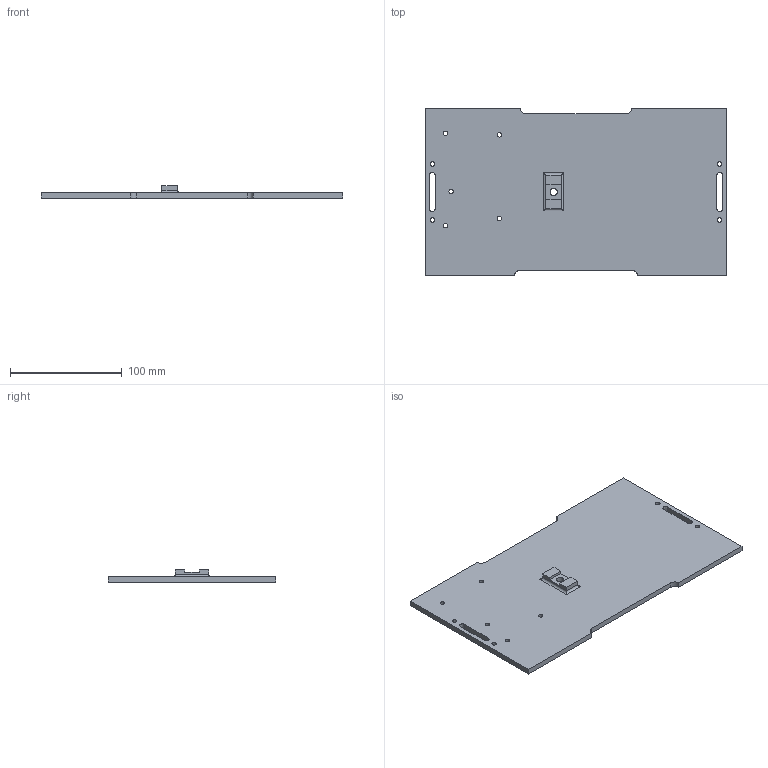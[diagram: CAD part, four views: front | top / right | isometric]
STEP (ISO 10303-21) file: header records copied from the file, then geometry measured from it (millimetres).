
FILE_DESCRIPTION( ( '' ), ' ' );
FILE_NAME( '5db72b91c666de15d370e814.step', '2019-10-28T17:55:29', ( '' ), ( '' ), ' ', ' ', ' ' );
FILE_SCHEMA( ( 'AUTOMOTIVE_DESIGN { 1 0 10303 214 1 1 1 1 }' ) );
Length unit declared in the file: metre
Products named in the file (1): Base
Bounding box: 270 x 150 x 11 mm (x, y, z)
Volume: 196987.1 mm3; surface area: 84188.7 mm2
Topology: 1 solids, 1 shells, 45 faces, 122 edges, 80 vertices
Faces by surface type: plane 23, cylinder 20, extrusion 2
Full cylindrical faces by diameter (mm): 4 x9, 6.5 x1
Entity records: 1798 total; most frequent: CARTESIAN_POINT 256, DIRECTION 234, ORIENTED_EDGE 224, EDGE_CURVE 112, AXIS2_PLACEMENT_3D 80, EDGE_LOOP 80, VERTEX_POINT 80, VECTOR 74
